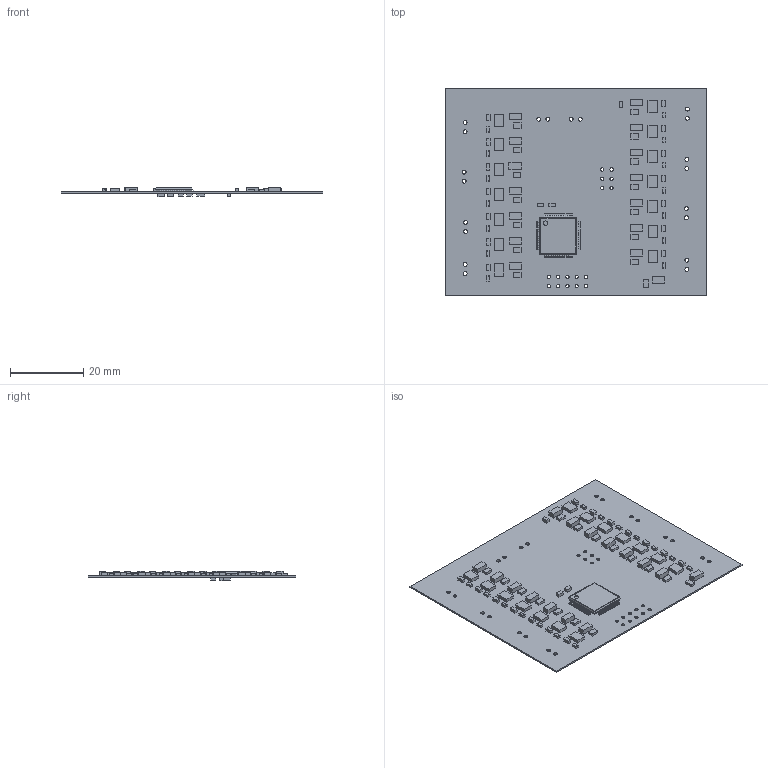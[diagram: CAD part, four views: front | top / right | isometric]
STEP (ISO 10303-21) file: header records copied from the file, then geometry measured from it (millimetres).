
FILE_DESCRIPTION(('Open CASCADE Model'),'2;1');
FILE_NAME('Open CASCADE Shape Model','2020-03-20T20:08:32',('Author'),( 'Open CASCADE'),'Open CASCADE STEP processor 6.8','Open CASCADE 6.8' ,'Unknown');
FILE_SCHEMA(('AUTOMOTIVE_DESIGN { 1 0 10303 214 1 1 1 1 }'));
Length unit declared in the file: millimetre
Products named in the file (106): PCB; Board; Open CASCADE STEP translator 6.8 1.1.1; U1; 6414262224; Body; PinsArrayLR; PinsArrayTB; ThermalPad; R10N; 6725413008; Extruded; R10M; R10L; R10K; R10J; R10I; R10H; R10G; R10F; R10E; R10D; R10C; R10B; R10A; R9N; 6629106656; R9M; R9L; R9K; R9J; R9I; R9H; R9G; R9F; R9E; R9D; R9C; R9B; R9A ...
Assembly tree (206 placements, depth 4):
  PCB
    Board
      Open CASCADE STEP translator 6.8 1.1.1
    U1
      6414262224
        Body
        PinsArrayLR
        PinsArrayTB
        ThermalPad
    R10N
      6725413008
        Extruded
    R10M
      6725413008
        Extruded
    R10L
      6725413008
        Extruded
    R10K
      6725413008
        Extruded
    R10J
      6725413008
        Extruded
    R10I
      6725413008
        Extruded
    R10H
      6725413008
        Extruded
    R10G
      6725413008
        Extruded
    R10F
      6725413008
        Extruded
    R10E
      6725413008
        Extruded
    R10D
      6725413008
        Extruded
    R10C
      6725413008
        Extruded
    R10B
      6725413008
        Extruded
    R10A
      6725413008
        Extruded
    R9N
      6629106656
        Extruded
    R9M
      6629106656
        Extruded
    R9L
      6629106656
        Extruded
Bounding box: 71.5 x 56.77 x 2.61 mm (x, y, z)
Volume: 2077.4 mm3; surface area: 9790.7 mm2
Topology: 176 solids, 176 shells, 1558 faces, 3599 edges, 2394 vertices
Faces by surface type: plane 1321, cylinder 237
Full cylindrical faces by diameter (mm): 0.9 x16, 1.05 x20, 1.25 x1
Entity records: 31667 total; most frequent: DIRECTION 5171, CARTESIAN_POINT 5132, ORIENTED_EDGE 4774, EDGE_CURVE 2387, LINE 1921, VECTOR 1921, AXIS2_PLACEMENT_3D 1625, VERTEX_POINT 1586
